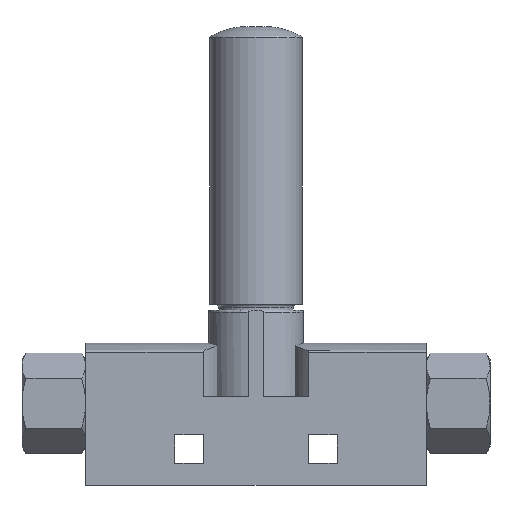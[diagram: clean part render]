
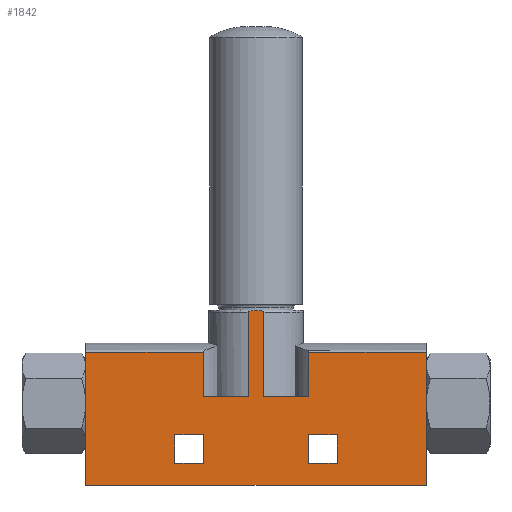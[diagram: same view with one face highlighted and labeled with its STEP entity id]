
A CAD part, top view. The second image highlights one B-rep face of the part: STEP entity #1842.
In plain terms, the highlighted planar face has unit normal (0, 0, 1).
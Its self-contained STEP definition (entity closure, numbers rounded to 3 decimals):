
#40=LINE('',#2555,#108);
#41=LINE('',#2558,#109);
#42=LINE('',#2560,#110);
#43=LINE('',#2562,#111);
#44=LINE('',#2563,#112);
#45=LINE('',#2566,#113);
#46=LINE('',#2568,#114);
#47=LINE('',#2570,#115);
#48=LINE('',#2572,#116);
#49=LINE('',#2574,#117);
#50=LINE('',#2576,#118);
#51=LINE('',#2578,#119);
#52=LINE('',#2580,#120);
#53=LINE('',#2596,#121);
#54=LINE('',#2598,#122);
#55=LINE('',#2599,#123);
#56=LINE('',#2602,#124);
#57=LINE('',#2604,#125);
#58=LINE('',#2606,#126);
#108=VECTOR('',#2111,1000.);
#109=VECTOR('',#2112,1000.);
#110=VECTOR('',#2113,1000.);
#111=VECTOR('',#2114,1000.);
#112=VECTOR('',#2115,1000.);
#113=VECTOR('',#2116,1000.);
#114=VECTOR('',#2117,1000.);
#115=VECTOR('',#2118,1000.);
#116=VECTOR('',#2119,1000.);
#117=VECTOR('',#2120,1000.);
#118=VECTOR('',#2121,1000.);
#119=VECTOR('',#2122,1000.);
#120=VECTOR('',#2123,1000.);
#121=VECTOR('',#2124,1000.);
#122=VECTOR('',#2125,1000.);
#123=VECTOR('',#2126,1000.);
#124=VECTOR('',#2127,1000.);
#125=VECTOR('',#2128,1000.);
#126=VECTOR('',#2129,1000.);
#176=PLANE('',#1943);
#305=ORIENTED_EDGE('',*,*,#673,.F.);
#306=ORIENTED_EDGE('',*,*,#674,.F.);
#307=ORIENTED_EDGE('',*,*,#675,.F.);
#308=ORIENTED_EDGE('',*,*,#676,.F.);
#309=ORIENTED_EDGE('',*,*,#677,.F.);
#310=ORIENTED_EDGE('',*,*,#678,.T.);
#311=ORIENTED_EDGE('',*,*,#679,.T.);
#312=ORIENTED_EDGE('',*,*,#680,.F.);
#313=ORIENTED_EDGE('',*,*,#681,.F.);
#314=ORIENTED_EDGE('',*,*,#682,.T.);
#315=ORIENTED_EDGE('',*,*,#683,.F.);
#316=ORIENTED_EDGE('',*,*,#684,.F.);
#317=ORIENTED_EDGE('',*,*,#685,.T.);
#318=ORIENTED_EDGE('',*,*,#686,.F.);
#319=ORIENTED_EDGE('',*,*,#687,.T.);
#320=ORIENTED_EDGE('',*,*,#688,.F.);
#321=ORIENTED_EDGE('',*,*,#689,.F.);
#322=ORIENTED_EDGE('',*,*,#690,.F.);
#323=ORIENTED_EDGE('',*,*,#691,.F.);
#324=ORIENTED_EDGE('',*,*,#692,.F.);
#673=EDGE_CURVE('',#845,#846,#40,.T.);
#674=EDGE_CURVE('',#847,#845,#41,.T.);
#675=EDGE_CURVE('',#848,#847,#42,.T.);
#676=EDGE_CURVE('',#846,#848,#43,.T.);
#677=EDGE_CURVE('',#849,#850,#44,.F.);
#678=EDGE_CURVE('',#849,#851,#45,.T.);
#679=EDGE_CURVE('',#851,#852,#46,.T.);
#680=EDGE_CURVE('',#853,#852,#47,.T.);
#681=EDGE_CURVE('',#854,#853,#48,.T.);
#682=EDGE_CURVE('',#854,#855,#49,.T.);
#683=EDGE_CURVE('',#856,#855,#50,.T.);
#684=EDGE_CURVE('',#857,#856,#51,.T.);
#685=EDGE_CURVE('',#857,#858,#52,.F.);
#686=EDGE_CURVE('',#859,#858,#965,.T.);
#687=EDGE_CURVE('',#859,#860,#53,.T.);
#688=EDGE_CURVE('',#850,#860,#54,.T.);
#689=EDGE_CURVE('',#861,#862,#55,.T.);
#690=EDGE_CURVE('',#863,#861,#56,.T.);
#691=EDGE_CURVE('',#864,#863,#57,.T.);
#692=EDGE_CURVE('',#862,#864,#58,.T.);
#845=VERTEX_POINT('',#2556);
#846=VERTEX_POINT('',#2557);
#847=VERTEX_POINT('',#2559);
#848=VERTEX_POINT('',#2561);
#849=VERTEX_POINT('',#2564);
#850=VERTEX_POINT('',#2565);
#851=VERTEX_POINT('',#2567);
#852=VERTEX_POINT('',#2569);
#853=VERTEX_POINT('',#2571);
#854=VERTEX_POINT('',#2573);
#855=VERTEX_POINT('',#2575);
#856=VERTEX_POINT('',#2577);
#857=VERTEX_POINT('',#2579);
#858=VERTEX_POINT('',#2581);
#859=VERTEX_POINT('',#2595);
#860=VERTEX_POINT('',#2597);
#861=VERTEX_POINT('',#2600);
#862=VERTEX_POINT('',#2601);
#863=VERTEX_POINT('',#2603);
#864=VERTEX_POINT('',#2605);
#965=B_SPLINE_CURVE_WITH_KNOTS('',3,(#2582,#2583,#2584,#2585,#2586,#2587,
#2588,#2589,#2590,#2591,#2592,#2593,#2594),.UNSPECIFIED.,.F.,.F.,(4,1,1,
1,1,1,1,1,1,1,4),(0.004,0.004,0.004,
0.004,0.005,0.005,0.005,
0.006,0.006,0.006,0.006),
 .UNSPECIFIED.);
#1013=EDGE_LOOP('',(#305,#306,#307,#308));
#1014=EDGE_LOOP('',(#309,#310,#311,#312,#313,#314,#315,#316,#317,#318,#319,
#320));
#1015=EDGE_LOOP('',(#321,#322,#323,#324));
#1119=FACE_BOUND('',#1013,.T.);
#1120=FACE_BOUND('',#1014,.T.);
#1121=FACE_BOUND('',#1015,.T.);
#1842=ADVANCED_FACE('',(#1119,#1120,#1121),#176,.F.);
#1943=AXIS2_PLACEMENT_3D('',#2554,#2109,#2110);
#2109=DIRECTION('',(0.,0.,-1.));
#2110=DIRECTION('',(-1.,0.,0.));
#2111=DIRECTION('',(-1.,0.,0.));
#2112=DIRECTION('',(0.,1.,0.));
#2113=DIRECTION('',(1.,0.,0.));
#2114=DIRECTION('',(0.,-1.,0.));
#2115=DIRECTION('',(0.,1.,0.));
#2116=DIRECTION('',(-1.,0.,0.));
#2117=DIRECTION('',(0.,-1.,0.));
#2118=DIRECTION('',(-1.,0.,0.));
#2119=DIRECTION('',(0.,-1.,0.));
#2120=DIRECTION('',(-1.,0.,0.));
#2121=DIRECTION('',(0.,1.,0.));
#2122=DIRECTION('',(1.,0.,0.));
#2123=DIRECTION('',(0.,-1.,0.));
#2124=DIRECTION('',(0.,-1.,0.));
#2125=DIRECTION('',(1.,0.,0.));
#2126=DIRECTION('',(-1.,0.,0.));
#2127=DIRECTION('',(0.,1.,0.));
#2128=DIRECTION('',(1.,0.,0.));
#2129=DIRECTION('',(0.,-1.,0.));
#2554=CARTESIAN_POINT('',(25.5,19.89,7.));
#2555=CARTESIAN_POINT('',(12.15,7.55,7.));
#2556=CARTESIAN_POINT('',(12.15,7.55,7.));
#2557=CARTESIAN_POINT('',(7.85,7.55,7.));
#2558=CARTESIAN_POINT('',(12.15,3.25,7.));
#2559=CARTESIAN_POINT('',(12.15,3.25,7.));
#2560=CARTESIAN_POINT('',(7.85,3.25,7.));
#2561=CARTESIAN_POINT('',(7.85,3.25,7.));
#2562=CARTESIAN_POINT('',(7.85,7.55,7.));
#2563=CARTESIAN_POINT('',(-7.859,13.25,7.));
#2564=CARTESIAN_POINT('',(-7.859,19.89,7.));
#2565=CARTESIAN_POINT('',(-7.859,13.25,7.));
#2566=CARTESIAN_POINT('',(25.5,19.89,7.));
#2567=CARTESIAN_POINT('',(-25.5,19.89,7.));
#2568=CARTESIAN_POINT('',(-25.5,19.89,7.));
#2569=CARTESIAN_POINT('',(-25.5,0.,7.));
#2570=CARTESIAN_POINT('',(25.5,0.,7.));
#2571=CARTESIAN_POINT('',(25.5,0.,7.));
#2572=CARTESIAN_POINT('',(25.5,19.89,7.));
#2573=CARTESIAN_POINT('',(25.5,19.89,7.));
#2574=CARTESIAN_POINT('',(25.5,19.89,7.));
#2575=CARTESIAN_POINT('',(7.859,19.89,7.));
#2576=CARTESIAN_POINT('',(7.859,13.25,7.));
#2577=CARTESIAN_POINT('',(7.859,13.25,7.));
#2578=CARTESIAN_POINT('',(25.5,13.25,7.));
#2579=CARTESIAN_POINT('',(1.187,13.25,7.));
#2580=CARTESIAN_POINT('',(1.187,13.25,7.));
#2581=CARTESIAN_POINT('',(1.187,25.9,7.));
#2582=CARTESIAN_POINT('',(-1.187,25.9,7.));
#2583=CARTESIAN_POINT('',(-1.187,25.952,7.));
#2584=CARTESIAN_POINT('',(-1.073,26.008,7.));
#2585=CARTESIAN_POINT('',(-0.885,26.063,7.));
#2586=CARTESIAN_POINT('',(-0.625,26.099,7.));
#2587=CARTESIAN_POINT('',(-0.32,26.119,7.));
#2588=CARTESIAN_POINT('',(-0.014,26.126,7.));
#2589=CARTESIAN_POINT('',(0.303,26.12,7.));
#2590=CARTESIAN_POINT('',(0.615,26.1,7.));
#2591=CARTESIAN_POINT('',(0.881,26.064,7.));
#2592=CARTESIAN_POINT('',(1.072,26.009,7.));
#2593=CARTESIAN_POINT('',(1.187,25.953,7.));
#2594=CARTESIAN_POINT('',(1.187,25.9,7.));
#2595=CARTESIAN_POINT('',(-1.187,25.9,7.));
#2596=CARTESIAN_POINT('',(-1.187,13.25,7.));
#2597=CARTESIAN_POINT('',(-1.187,13.25,7.));
#2598=CARTESIAN_POINT('',(25.5,13.25,7.));
#2599=CARTESIAN_POINT('',(-7.85,7.55,7.));
#2600=CARTESIAN_POINT('',(-7.85,7.55,7.));
#2601=CARTESIAN_POINT('',(-12.15,7.55,7.));
#2602=CARTESIAN_POINT('',(-7.85,3.25,7.));
#2603=CARTESIAN_POINT('',(-7.85,3.25,7.));
#2604=CARTESIAN_POINT('',(-12.15,3.25,7.));
#2605=CARTESIAN_POINT('',(-12.15,3.25,7.));
#2606=CARTESIAN_POINT('',(-12.15,7.55,7.));
